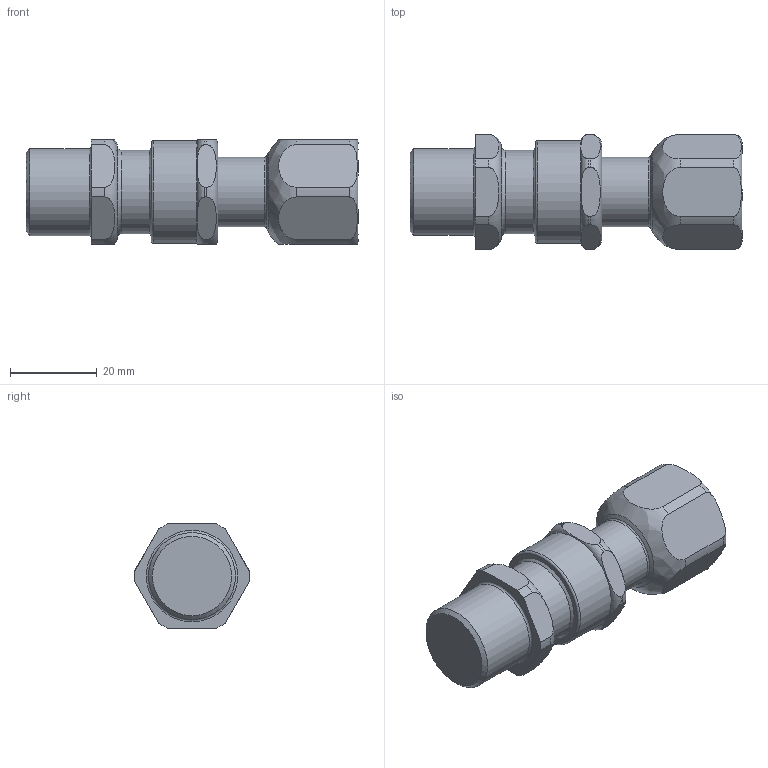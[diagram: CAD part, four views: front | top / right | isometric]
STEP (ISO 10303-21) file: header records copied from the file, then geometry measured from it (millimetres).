
FILE_DESCRIPTION(/* description */ (''),/* implementation_level */ '2;1');
FILE_NAME(/* name */ '501_414 O_Os_M20_M20.stp',/* time_stamp */ '2022-11-18T13:44:42+00:00',/* author */ ('areid2'),/* organization */ (''),/* preprocessor_version */ 'ST-DEVELOPER v18.1',/* originating_system */ 'Autodesk Inventor 2020',/* authorisation */ '');
FILE_SCHEMA (('AUTOMOTIVE_DESIGN { 1 0 10303 214 3 1 1 }'));
Length unit declared in the file: inch
Products named in the file (1): 501_414 O_Os
Bounding box: 76.34 x 26.49 x 24.03 mm (x, y, z)
Volume: 26785.8 mm3; surface area: 11774.9 mm2
Topology: 5 solids, 5 shells, 82 faces, 236 edges, 166 vertices
Faces by surface type: plane 30, cylinder 29, torus 15, cone 7, bspline 1
Full cylindrical faces by diameter (mm): 12 x1, 14.2 x1, 16.05 x2, 16.3 x2, 19.15 x1, 20 x2, 20.512 x1, 23.65 x1
Entity records: 3626 total; most frequent: CARTESIAN_POINT 1231, DIRECTION 496, ORIENTED_EDGE 472, EDGE_CURVE 236, AXIS2_PLACEMENT_3D 218, VERTEX_POINT 166, CIRCLE 136, STYLED_ITEM 87
